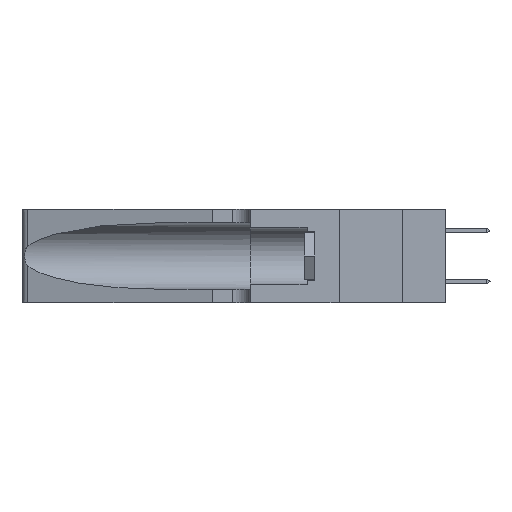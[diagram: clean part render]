
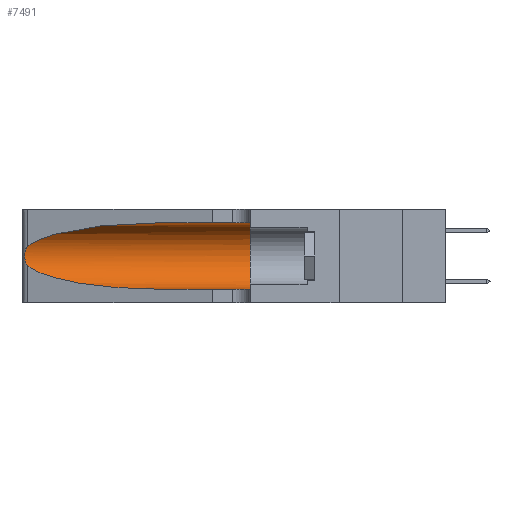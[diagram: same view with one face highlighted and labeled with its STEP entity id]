
A CAD part, left-side view. The second image highlights one B-rep face of the part: STEP entity #7491.
In plain terms, the highlighted cylindrical face has radius 3.308 mm (diameter 6.617 mm), a partial arc.
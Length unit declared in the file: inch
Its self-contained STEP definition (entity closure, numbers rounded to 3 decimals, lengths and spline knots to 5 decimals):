
#80 = VERTEX_POINT ( 'NONE', #3352 ) ;
#393 = VERTEX_POINT ( 'NONE', #518 ) ;
#518 = CARTESIAN_POINT ( 'NONE',  ( 0.1305, 0.35, 0.31525 ) ) ;
#988 = ORIENTED_EDGE ( 'NONE', *, *, #3037, .F. ) ;
#1425 = CARTESIAN_POINT ( 'NONE',  ( 0.25487, 1.22718, 0.22369 ) ) ;
#1573 = CARTESIAN_POINT ( 'NONE',  ( 0.25787, 1.23484, 0.2124 ) ) ;
#1694 = ORIENTED_EDGE ( 'NONE', *, *, #5065, .T. ) ;
#1774 = CARTESIAN_POINT ( 'NONE',  ( 0.1305, 0.35, 0.185 ) ) ;
#1854 = VERTEX_POINT ( 'NONE', #4835 ) ;
#2017 = EDGE_CURVE ( 'NONE', #22147, #12724, #5635, .T. ) ;
#2254 = ORIENTED_EDGE ( 'NONE', *, *, #2017, .T. ) ;
#3025 = CARTESIAN_POINT ( 'NONE',  ( 0.1305, 1.61858, 0.185 ) ) ;
#3037 = EDGE_CURVE ( 'NONE', #393, #1854, #9811, .T. ) ;
#3163 = DIRECTION ( 'NONE',  ( 0., -1., 0. ) ) ;
#3267 = CARTESIAN_POINT ( 'NONE',  ( 0.25555, 1.22993, 0.14849 ) ) ;
#3352 = CARTESIAN_POINT ( 'NONE',  ( 0.1305, 0.72297, 0.05475 ) ) ;
#3773 = DIRECTION ( 'NONE',  ( 0., 1., 0. ) ) ;
#4034 = DIRECTION ( 'NONE',  ( 0., -1., 0. ) ) ;
#4422 = CARTESIAN_POINT ( 'NONE',  ( 0.2373, 1.15595, 0.08982 ) ) ;
#4835 = CARTESIAN_POINT ( 'NONE',  ( 0.1305, 0.35, 0.05475 ) ) ;
#4838 = LINE ( 'NONE', #13831, #15985 ) ;
#5065 = EDGE_CURVE ( 'NONE', #12724, #80, #10048, .T. ) ;
#5383 = CARTESIAN_POINT ( 'NONE',  ( 0.25639, 1.23184, 0.21858 ) ) ;
#5635 = B_SPLINE_CURVE_WITH_KNOTS ( 'NONE', 3,
 ( #19506, #16035, #5383, #1573, #14007, #17807, #17525, #7189, #21103, #21022, #10359, #13933, #3267, #10434 ),
 .UNSPECIFIED., .F., .F.,
 ( 4, 2, 2, 2, 2, 2, 4 ),
 ( 0., 0.00027, 0.00053, 0.00107, 0.0016, 0.00187, 0.00214 ),
 .UNSPECIFIED. ) ;
#5941 = CARTESIAN_POINT ( 'NONE',  ( 0.18966, 0.96281, 0.05475 ) ) ;
#7128 = AXIS2_PLACEMENT_3D ( 'NONE', #3025, #9960, #10120 ) ;
#7189 = CARTESIAN_POINT ( 'NONE',  ( 0.26075, 1.23896, 0.178 ) ) ;
#7491 = ADVANCED_FACE ( 'NONE', ( #15767 ), #20183, .F. ) ;
#8078 =( BOUNDED_CURVE ( )  B_SPLINE_CURVE ( 3, ( #11969, #19141, #12051, #1425 ),
 .UNSPECIFIED., .F., .F. ) 
 B_SPLINE_CURVE_WITH_KNOTS ( ( 4, 4 ),
 ( 1.5708, 2.84003 ),
 .UNSPECIFIED. ) 
 CURVE ( )  GEOMETRIC_REPRESENTATION_ITEM ( )  RATIONAL_B_SPLINE_CURVE ( ( 1., 0.87, 0.87, 1. ) ) 
 REPRESENTATION_ITEM ( '' )  );
#9478 = CARTESIAN_POINT ( 'NONE',  ( 0.1305, 0.72297, 0.31525 ) ) ;
#9565 = VERTEX_POINT ( 'NONE', #9478 ) ;
#9811 = CIRCLE ( 'NONE', #11629, 0.13025 ) ;
#9960 = DIRECTION ( 'NONE',  ( 0., -1., 0. ) ) ;
#10048 =( BOUNDED_CURVE ( )  B_SPLINE_CURVE ( 3, ( #14783, #4422, #5941, #11240 ),
 .UNSPECIFIED., .F., .F. ) 
 B_SPLINE_CURVE_WITH_KNOTS ( ( 4, 4 ),
 ( 3.44316, 4.71239 ),
 .UNSPECIFIED. ) 
 CURVE ( )  GEOMETRIC_REPRESENTATION_ITEM ( )  RATIONAL_B_SPLINE_CURVE ( ( 1., 0.87, 0.87, 1. ) ) 
 REPRESENTATION_ITEM ( '' )  );
#10120 = DIRECTION ( 'NONE',  ( 0., 0., -1. ) ) ;
#10359 = CARTESIAN_POINT ( 'NONE',  ( 0.25789, 1.23486, 0.15765 ) ) ;
#10382 = LINE ( 'NONE', #14485, #13989 ) ;
#10411 = EDGE_LOOP ( 'NONE', ( #14862, #2254, #1694, #18678, #988, #16134 ) ) ;
#10434 = CARTESIAN_POINT ( 'NONE',  ( 0.25487, 1.22718, 0.14631 ) ) ;
#10789 = DIRECTION ( 'NONE',  ( 0., 0., 1. ) ) ;
#11240 = CARTESIAN_POINT ( 'NONE',  ( 0.1305, 0.72297, 0.05475 ) ) ;
#11629 = AXIS2_PLACEMENT_3D ( 'NONE', #1774, #3773, #10789 ) ;
#11969 = CARTESIAN_POINT ( 'NONE',  ( 0.1305, 0.72297, 0.31525 ) ) ;
#12051 = CARTESIAN_POINT ( 'NONE',  ( 0.2373, 1.15595, 0.28018 ) ) ;
#12724 = VERTEX_POINT ( 'NONE', #14056 ) ;
#13831 = CARTESIAN_POINT ( 'NONE',  ( 0.1305, 1.61858, 0.05475 ) ) ;
#13933 = CARTESIAN_POINT ( 'NONE',  ( 0.25639, 1.23186, 0.15144 ) ) ;
#13989 = VECTOR ( 'NONE', #4034, 39.37008 ) ;
#14007 = CARTESIAN_POINT ( 'NONE',  ( 0.25854, 1.2359, 0.20912 ) ) ;
#14056 = CARTESIAN_POINT ( 'NONE',  ( 0.25487, 1.22718, 0.14631 ) ) ;
#14485 = CARTESIAN_POINT ( 'NONE',  ( 0.1305, 1.61858, 0.31525 ) ) ;
#14783 = CARTESIAN_POINT ( 'NONE',  ( 0.25487, 1.22718, 0.14631 ) ) ;
#14862 = ORIENTED_EDGE ( 'NONE', *, *, #17368, .T. ) ;
#15767 = FACE_OUTER_BOUND ( 'NONE', #10411, .T. ) ;
#15985 = VECTOR ( 'NONE', #3163, 39.37008 ) ;
#16035 = CARTESIAN_POINT ( 'NONE',  ( 0.25555, 1.22994, 0.2215 ) ) ;
#16103 = EDGE_CURVE ( 'NONE', #80, #1854, #4838, .T. ) ;
#16134 = ORIENTED_EDGE ( 'NONE', *, *, #16753, .F. ) ;
#16753 = EDGE_CURVE ( 'NONE', #9565, #393, #10382, .T. ) ;
#17368 = EDGE_CURVE ( 'NONE', #9565, #22147, #8078, .T. ) ;
#17525 = CARTESIAN_POINT ( 'NONE',  ( 0.26075, 1.23896, 0.19203 ) ) ;
#17807 = CARTESIAN_POINT ( 'NONE',  ( 0.26018, 1.23835, 0.19895 ) ) ;
#18678 = ORIENTED_EDGE ( 'NONE', *, *, #16103, .T. ) ;
#19141 = CARTESIAN_POINT ( 'NONE',  ( 0.18966, 0.96281, 0.31525 ) ) ;
#19506 = CARTESIAN_POINT ( 'NONE',  ( 0.25487, 1.22718, 0.22369 ) ) ;
#20183 = CYLINDRICAL_SURFACE ( 'NONE', #7128, 0.13025 ) ;
#21022 = CARTESIAN_POINT ( 'NONE',  ( 0.25856, 1.23593, 0.16098 ) ) ;
#21103 = CARTESIAN_POINT ( 'NONE',  ( 0.26017, 1.23833, 0.17102 ) ) ;
#21219 = CARTESIAN_POINT ( 'NONE',  ( 0.25487, 1.22718, 0.22369 ) ) ;
#22147 = VERTEX_POINT ( 'NONE', #21219 ) ;
